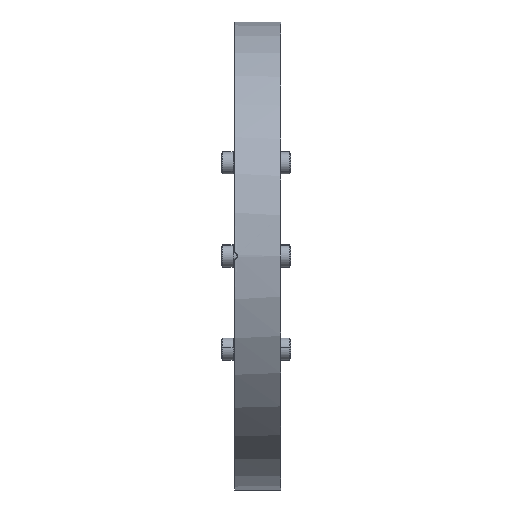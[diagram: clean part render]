
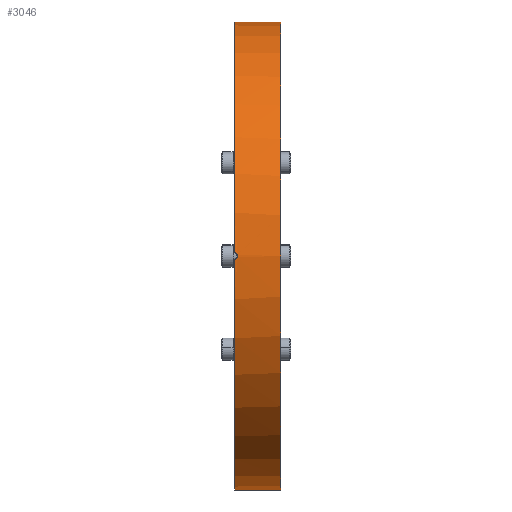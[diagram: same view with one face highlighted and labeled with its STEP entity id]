
A CAD part, left-side view. The second image highlights one B-rep face of the part: STEP entity #3046.
In plain terms, the highlighted cylindrical face has radius 76.2 mm (diameter 152.4 mm), a partial arc.
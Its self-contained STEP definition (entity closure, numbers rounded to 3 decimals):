
#152 = DIRECTION ( 'NONE',  ( 0., 1., 0. ) ) ;
#181 = EDGE_LOOP ( 'NONE', ( #3410, #3823, #4471, #860, #1007, #3718 ) ) ;
#182 = LINE ( 'NONE', #2726, #1582 ) ;
#220 = VERTEX_POINT ( 'NONE', #2054 ) ;
#254 = FACE_OUTER_BOUND ( 'NONE', #181, .T. ) ;
#319 = CARTESIAN_POINT ( 'NONE',  ( -76.198, -0.874, -0.503 ) ) ;
#418 = VERTEX_POINT ( 'NONE', #3342 ) ;
#612 = CARTESIAN_POINT ( 'NONE',  ( -76.193, -0.132, 1. ) ) ;
#621 = VERTEX_POINT ( 'NONE', #3769 ) ;
#674 = CARTESIAN_POINT ( 'NONE',  ( -76.193, -0.264, -1. ) ) ;
#692 = CARTESIAN_POINT ( 'NONE',  ( -76.198, -0.801, -0.613 ) ) ;
#736 = CIRCLE ( 'NONE', #3616, 76.2 ) ;
#779 = DIRECTION ( 'NONE',  ( 0., 1., 0. ) ) ;
#860 = ORIENTED_EDGE ( 'NONE', *, *, #989, .F. ) ;
#945 = CYLINDRICAL_SURFACE ( 'NONE', #3776, 76.2 ) ;
#989 = EDGE_CURVE ( 'NONE', #3943, #418, #3201, .T. ) ;
#1004 = DIRECTION ( 'NONE',  ( 0., 0., 1. ) ) ;
#1007 = ORIENTED_EDGE ( 'NONE', *, *, #1010, .T. ) ;
#1010 = EDGE_CURVE ( 'NONE', #3943, #4561, #3013, .T. ) ;
#1065 = CARTESIAN_POINT ( 'NONE',  ( -76.193, 0., -1. ) ) ;
#1193 = CARTESIAN_POINT ( 'NONE',  ( 0., -15., -76.2 ) ) ;
#1205 = VERTEX_POINT ( 'NONE', #1193 ) ;
#1372 = CARTESIAN_POINT ( 'NONE',  ( -76.196, -0.615, 0.799 ) ) ;
#1389 = CARTESIAN_POINT ( 'NONE',  ( -76.2, -0.974, 0.263 ) ) ;
#1582 = VECTOR ( 'NONE', #3108, 1000. ) ;
#1624 = DIRECTION ( 'NONE',  ( 0., 1., 0. ) ) ;
#1804 = DIRECTION ( 'NONE',  ( 0., 1., 0. ) ) ;
#1897 = DIRECTION ( 'NONE',  ( 0., 0., 1. ) ) ;
#1963 = LINE ( 'NONE', #2161, #3258 ) ;
#2011 = EDGE_CURVE ( 'NONE', #1205, #621, #2652, .T. ) ;
#2054 = CARTESIAN_POINT ( 'NONE',  ( 0., 0., -76.2 ) ) ;
#2103 = CARTESIAN_POINT ( 'NONE',  ( 0., 0., 0. ) ) ;
#2145 = CARTESIAN_POINT ( 'NONE',  ( -76.2, -1., -0.13 ) ) ;
#2161 = CARTESIAN_POINT ( 'NONE',  ( 0., -15., -76.2 ) ) ;
#2383 = CARTESIAN_POINT ( 'NONE',  ( 0., -15., 0. ) ) ;
#2620 = CARTESIAN_POINT ( 'NONE',  ( -76.193, 0., 1. ) ) ;
#2652 = CIRCLE ( 'NONE', #2666, 76.2 ) ;
#2666 = AXIS2_PLACEMENT_3D ( 'NONE', #2383, #152, #2766 ) ;
#2726 = CARTESIAN_POINT ( 'NONE',  ( 0., -15., 76.2 ) ) ;
#2766 = DIRECTION ( 'NONE',  ( 0., 0., 1. ) ) ;
#2854 = CARTESIAN_POINT ( 'NONE',  ( -76.193, 0., 1. ) ) ;
#2870 = DIRECTION ( 'NONE',  ( 0., 1., 0. ) ) ;
#2908 = CARTESIAN_POINT ( 'NONE',  ( -76.193, 0., -1. ) ) ;
#2968 = CARTESIAN_POINT ( 'NONE',  ( -76.195, -0.521, -0.893 ) ) ;
#3013 = B_SPLINE_CURVE_WITH_KNOTS ( 'NONE', 3,
 ( #2854, #612, #3596, #4713, #1372, #3973, #3262, #1389, #3990, #2145, #4733, #319, #692, #2968, #674, #1065 ),
 .UNSPECIFIED., .F., .F.,
 ( 4, 2, 2, 2, 2, 2, 2, 4 ),
 ( 0., 0., 0.001, 0.001, 0.002, 0.002, 0.002, 0.003 ),
 .UNSPECIFIED. ) ;
#3046 = ADVANCED_FACE ( 'NONE', ( #254 ), #945, .T. ) ;
#3077 = EDGE_CURVE ( 'NONE', #621, #418, #182, .T. ) ;
#3108 = DIRECTION ( 'NONE',  ( 0., 1., 0. ) ) ;
#3201 = CIRCLE ( 'NONE', #3456, 76.2 ) ;
#3258 = VECTOR ( 'NONE', #1804, 1000. ) ;
#3262 = CARTESIAN_POINT ( 'NONE',  ( -76.198, -0.874, 0.503 ) ) ;
#3342 = CARTESIAN_POINT ( 'NONE',  ( 0., 0., 76.2 ) ) ;
#3391 = CARTESIAN_POINT ( 'NONE',  ( 0., 0., 0. ) ) ;
#3410 = ORIENTED_EDGE ( 'NONE', *, *, #4370, .F. ) ;
#3456 = AXIS2_PLACEMENT_3D ( 'NONE', #2103, #2870, #1004 ) ;
#3461 = CARTESIAN_POINT ( 'NONE',  ( 0., -15., 0. ) ) ;
#3596 = CARTESIAN_POINT ( 'NONE',  ( -76.194, -0.262, 0.974 ) ) ;
#3616 = AXIS2_PLACEMENT_3D ( 'NONE', #3391, #779, #1897 ) ;
#3718 = ORIENTED_EDGE ( 'NONE', *, *, #4788, .F. ) ;
#3769 = CARTESIAN_POINT ( 'NONE',  ( 0., -15., 76.2 ) ) ;
#3776 = AXIS2_PLACEMENT_3D ( 'NONE', #3461, #1624, #3816 ) ;
#3816 = DIRECTION ( 'NONE',  ( 0., 0., 1. ) ) ;
#3823 = ORIENTED_EDGE ( 'NONE', *, *, #2011, .T. ) ;
#3943 = VERTEX_POINT ( 'NONE', #2620 ) ;
#3973 = CARTESIAN_POINT ( 'NONE',  ( -76.198, -0.799, 0.615 ) ) ;
#3990 = CARTESIAN_POINT ( 'NONE',  ( -76.2, -1., 0.131 ) ) ;
#4370 = EDGE_CURVE ( 'NONE', #1205, #220, #1963, .T. ) ;
#4471 = ORIENTED_EDGE ( 'NONE', *, *, #3077, .T. ) ;
#4561 = VERTEX_POINT ( 'NONE', #2908 ) ;
#4713 = CARTESIAN_POINT ( 'NONE',  ( -76.195, -0.504, 0.874 ) ) ;
#4733 = CARTESIAN_POINT ( 'NONE',  ( -76.2, -0.974, -0.261 ) ) ;
#4788 = EDGE_CURVE ( 'NONE', #220, #4561, #736, .T. ) ;
